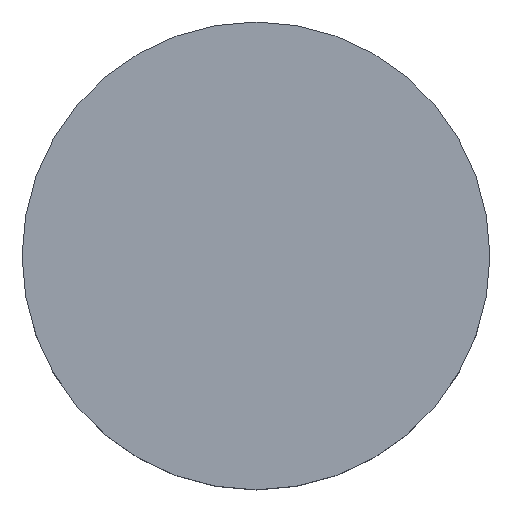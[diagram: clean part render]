
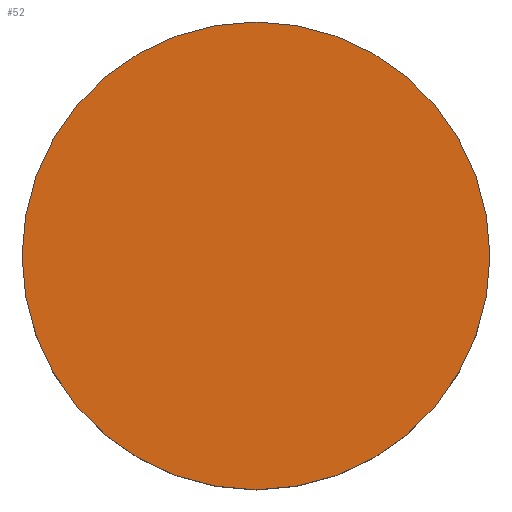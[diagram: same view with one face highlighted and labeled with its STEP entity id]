
A CAD part, top view. The second image highlights one B-rep face of the part: STEP entity #52.
In plain terms, the highlighted planar face has unit normal (0, 0, 1).
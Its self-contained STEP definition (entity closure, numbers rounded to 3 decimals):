
#2 = VERTEX_POINT ( 'NONE', #87 ) ;
#31 = EDGE_CURVE ( 'NONE', #2, #185, #157, .T. ) ;
#33 = CIRCLE ( 'NONE', #117, 6.35 ) ;
#47 = CARTESIAN_POINT ( 'NONE',  ( 6.35, 0., 2.5 ) ) ;
#48 = PLANE ( 'NONE',  #68 ) ;
#52 = ADVANCED_FACE ( 'NONE', ( #120 ), #48, .T. ) ;
#59 = DIRECTION ( 'NONE',  ( 1., 0., 0. ) ) ;
#68 = AXIS2_PLACEMENT_3D ( 'NONE', #192, #73, #70 ) ;
#70 = DIRECTION ( 'NONE',  ( 1., 0., 0. ) ) ;
#73 = DIRECTION ( 'NONE',  ( 0., 0., 1. ) ) ;
#85 = DIRECTION ( 'NONE',  ( 0., 0., -1. ) ) ;
#87 = CARTESIAN_POINT ( 'NONE',  ( -6.35, 0., 2.5 ) ) ;
#88 = DIRECTION ( 'NONE',  ( 1., 0., 0. ) ) ;
#100 = CARTESIAN_POINT ( 'NONE',  ( 0., 0., 2.5 ) ) ;
#117 = AXIS2_PLACEMENT_3D ( 'NONE', #100, #85, #59 ) ;
#120 = FACE_OUTER_BOUND ( 'NONE', #128, .T. ) ;
#128 = EDGE_LOOP ( 'NONE', ( #140, #197 ) ) ;
#137 = DIRECTION ( 'NONE',  ( 0., 0., -1. ) ) ;
#140 = ORIENTED_EDGE ( 'NONE', *, *, #184, .F. ) ;
#157 = CIRCLE ( 'NONE', #222, 6.35 ) ;
#184 = EDGE_CURVE ( 'NONE', #185, #2, #33, .T. ) ;
#185 = VERTEX_POINT ( 'NONE', #47 ) ;
#192 = CARTESIAN_POINT ( 'NONE',  ( 0., 13.158, 2.5 ) ) ;
#197 = ORIENTED_EDGE ( 'NONE', *, *, #31, .F. ) ;
#222 = AXIS2_PLACEMENT_3D ( 'NONE', #232, #137, #88 ) ;
#232 = CARTESIAN_POINT ( 'NONE',  ( 0., 0., 2.5 ) ) ;
